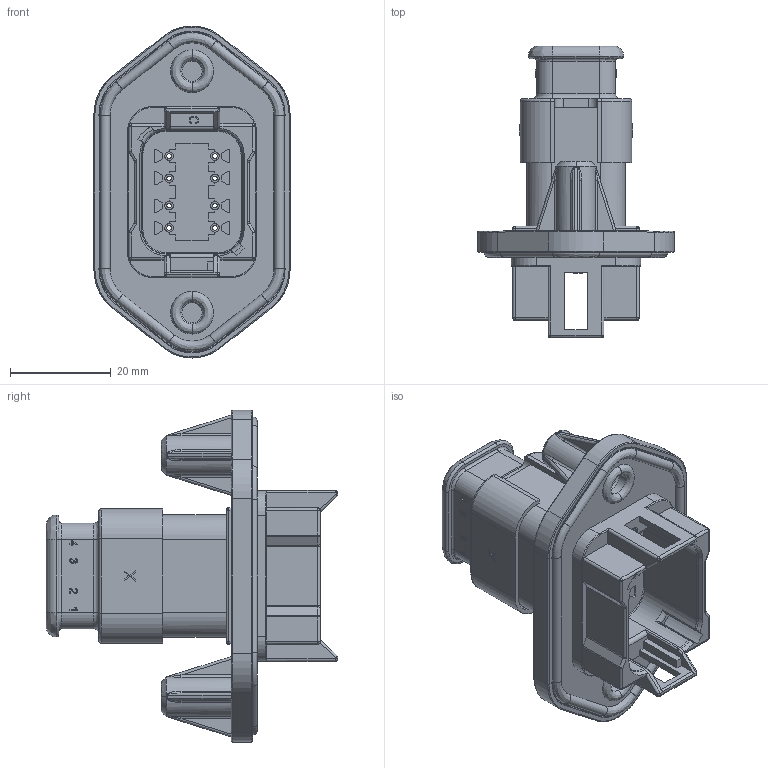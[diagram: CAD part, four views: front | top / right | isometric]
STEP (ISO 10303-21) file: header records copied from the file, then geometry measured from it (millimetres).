
FILE_DESCRIPTION (( 'STEP AP214' ), '1' );
FILE_NAME ('AT04-08PC-PM16-Customer-Model.STEP', '2018-03-28T17:10:02', ( '' ), ( '' ), 'SwSTEP 2.0', 'SolidWorks 2017', '' );
FILE_SCHEMA (( 'AUTOMOTIVE_DESIGN' ));
Products named in the file (1): AT04-08PC-PM16-Customer-Model
Bounding box: 39 x 58 x 66 mm (x, y, z)
Volume: 26708.1 mm3; surface area: 18459 mm2
Topology: 1 solids, 38 shells, 2385 faces, 6377 edges, 4124 vertices
Faces by surface type: plane 1549, bspline 439, cylinder 365, cone 32
Entity records: 83401 total; most frequent: CARTESIAN_POINT 26746, ORIENTED_EDGE 12690, DIRECTION 10212, EDGE_CURVE 6345, VECTOR 4500, LINE 4500, VERTEX_POINT 4124, AXIS2_PLACEMENT_3D 2856
